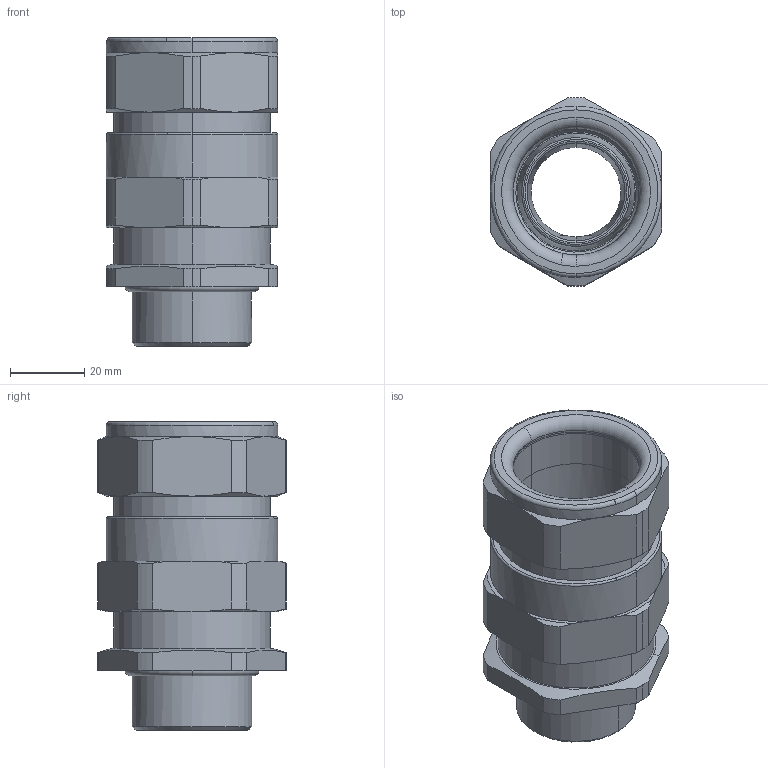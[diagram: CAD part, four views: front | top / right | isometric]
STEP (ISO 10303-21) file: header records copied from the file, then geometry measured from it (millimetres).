
FILE_DESCRIPTION(('CATIA V5 STEP Exchange','CAx-IF Rec.Pracs.--- Model Styling and Organization---1.4--- 2014-01-23'),'2;1');
FILE_NAME ('223130-2_2_1188880000_1188880000.stp','2020-12-07T07:40:05+00:00',('none'),('Weidmueller'),'CATIA Version 5-6 Release 2016 SP3 HF44','CATIA V5 STEP AP214','none');
FILE_SCHEMA(('AUTOMOTIVE_DESIGN { 1 0 10303 214 1 1 1 1 }'));
Length unit declared in the file: millimetre
Products named in the file (1): E1WF_M32-M32
Bounding box: 46 x 50.6 x 82.9 mm (x, y, z)
Volume: 61807 mm3; surface area: 41868.2 mm2
Topology: 5 solids, 5 shells, 249 faces, 586 edges, 360 vertices
Faces by surface type: cone 83, cylinder 76, plane 47, torus 43
Entity records: 7017 total; most frequent: CARTESIAN_POINT 1647, ORIENTED_EDGE 1172, DIRECTION 909, EDGE_CURVE 586, AXIS2_PLACEMENT_3D 535, VERTEX_POINT 360, CIRCLE 332, EDGE_LOOP 272
